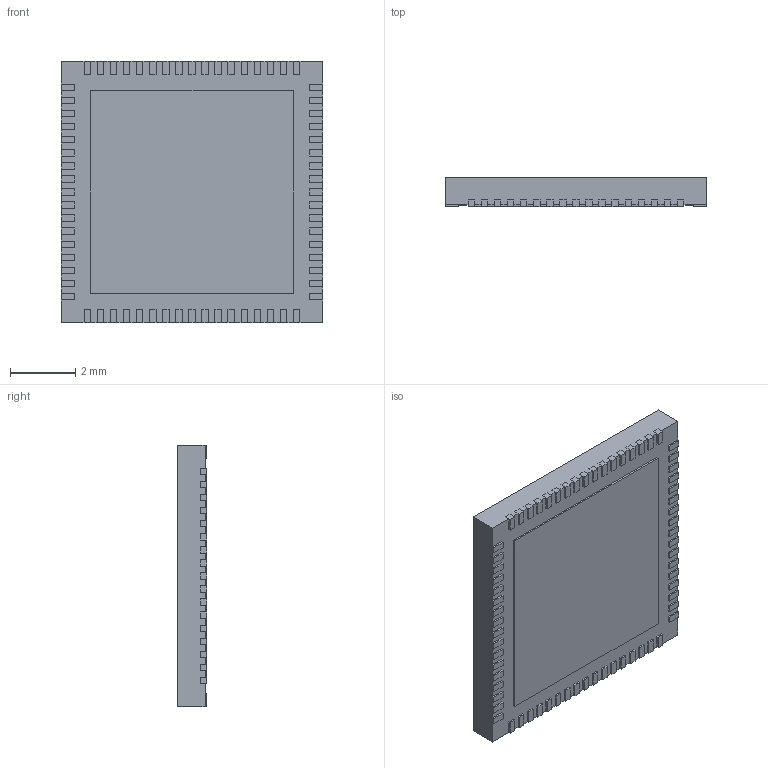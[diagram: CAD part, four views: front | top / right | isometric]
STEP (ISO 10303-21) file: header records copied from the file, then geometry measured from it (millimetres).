
FILE_DESCRIPTION (( 'STEP AP214' ), '1' );
FILE_NAME ('EFR32BG12P232F1024IM68-C.STEP', '2020-12-18T09:01:19', ( '' ), ( '' ), 'SwSTEP 2.0', 'SolidWorks 2018', '' );
FILE_SCHEMA (( 'AUTOMOTIVE_DESIGN' ));
Length unit declared in the file: millimetre
Products named in the file (1): EFR32BG12P232F1024IM68-C
Bounding box: 8 x 0.9 x 8 mm (x, y, z)
Volume: 56.6 mm3; surface area: 276.1 mm2
Topology: 70 solids, 70 shells, 697 faces, 1668 edges, 1112 vertices
Faces by surface type: plane 697
Entity records: 20417 total; most frequent: CARTESIAN_POINT 3478, ORIENTED_EDGE 3336, DIRECTION 3064, LINE 1668, EDGE_CURVE 1668, VECTOR 1668, VERTEX_POINT 1112, EDGE_LOOP 698
